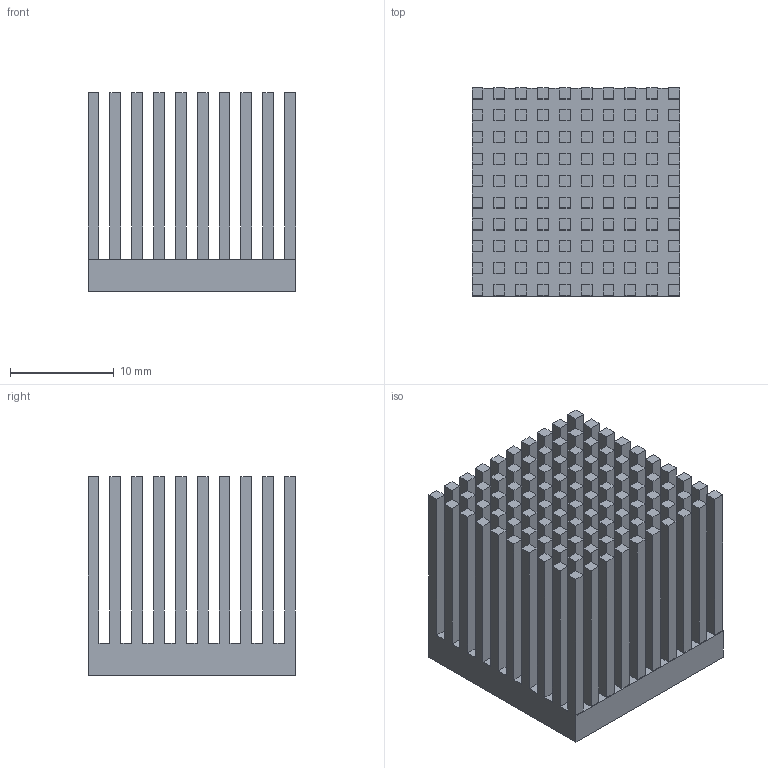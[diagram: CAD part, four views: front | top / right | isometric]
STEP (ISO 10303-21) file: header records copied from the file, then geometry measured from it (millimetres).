
FILE_DESCRIPTION (( 'STEP AP214' ), '1' );
FILE_NAME ('RS 750-0908.STEP', '2017-12-11T18:01:43', ( 'MonRSI' ), ( 'Microsoft' ), 'SwSTEP 2.0', 'SolidWorks 2017', '' );
FILE_SCHEMA (( 'AUTOMOTIVE_DESIGN' ));
Length unit declared in the file: millimetre
Products named in the file (1): RS 750-0908
Bounding box: 20 x 20 x 19.1 mm (x, y, z)
Volume: 3012.4 mm3; surface area: 7784 mm2
Topology: 1 solids, 1 shells, 476 faces, 1206 edges, 804 vertices
Faces by surface type: plane 476
Entity records: 14044 total; most frequent: CARTESIAN_POINT 2487, ORIENTED_EDGE 2412, DIRECTION 2160, VECTOR 1206, EDGE_CURVE 1206, LINE 1206, VERTEX_POINT 804, EDGE_LOOP 548
